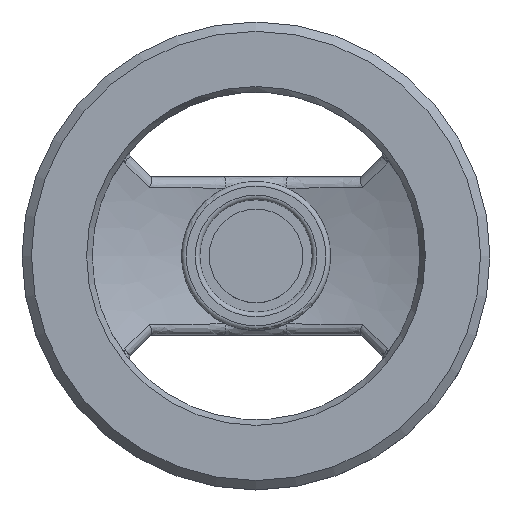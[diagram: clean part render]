
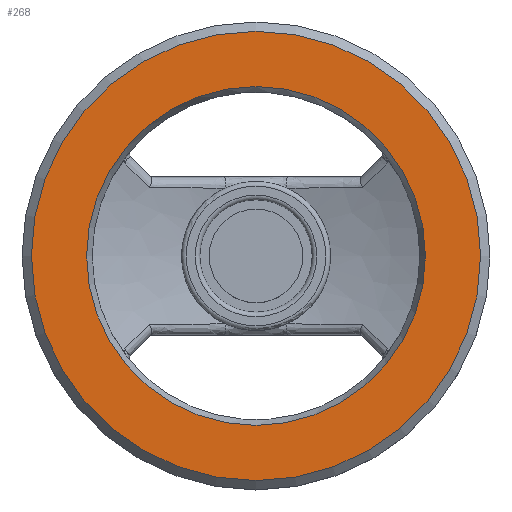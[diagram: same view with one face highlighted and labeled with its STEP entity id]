
A CAD part, top view. The second image highlights one B-rep face of the part: STEP entity #268.
In plain terms, the highlighted planar face has unit normal (0, 0, 1).
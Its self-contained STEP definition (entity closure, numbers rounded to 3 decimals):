
#268 = ADVANCED_FACE( '', ( #477, #478 ), #479, .F. );
#477 = FACE_OUTER_BOUND( '', #1878, .T. );
#478 = FACE_BOUND( '', #1879, .T. );
#479 = PLANE( '', #1880 );
#1878 = EDGE_LOOP( '', ( #2289 ) );
#1879 = EDGE_LOOP( '', ( #2290 ) );
#1880 = AXIS2_PLACEMENT_3D( '', #2291, #2292, #2293 );
#2289 = ORIENTED_EDGE( '', *, *, #2368, .T. );
#2290 = ORIENTED_EDGE( '', *, *, #2485, .F. );
#2291 = CARTESIAN_POINT( '', ( 0., 50., 25. ) );
#2292 = DIRECTION( '', ( 0., 0., -1. ) );
#2293 = DIRECTION( '', ( -1., 0., 0. ) );
#2368 = EDGE_CURVE( '', #2578, #2578, #2579, .F. );
#2485 = EDGE_CURVE( '', #2766, #2766, #2767, .T. );
#2578 = VERTEX_POINT( '', #3145 );
#2579 = CIRCLE( '', #3146, 48. );
#2766 = VERTEX_POINT( '', #5190 );
#2767 = CIRCLE( '', #5191, 36.206 );
#3145 = CARTESIAN_POINT( '', ( -48., 0., 25. ) );
#3146 = AXIS2_PLACEMENT_3D( '', #5240, #5241, #5242 );
#5190 = CARTESIAN_POINT( '', ( 36.206, 0., 25. ) );
#5191 = AXIS2_PLACEMENT_3D( '', #5330, #5331, #5332 );
#5240 = CARTESIAN_POINT( '', ( 0., 0., 25. ) );
#5241 = DIRECTION( '', ( 0., 0., -1. ) );
#5242 = DIRECTION( '', ( -1., 0., 0. ) );
#5330 = CARTESIAN_POINT( '', ( 0., 0., 25. ) );
#5331 = DIRECTION( '', ( 0., 0., 1. ) );
#5332 = DIRECTION( '', ( 1., 0., 0. ) );
